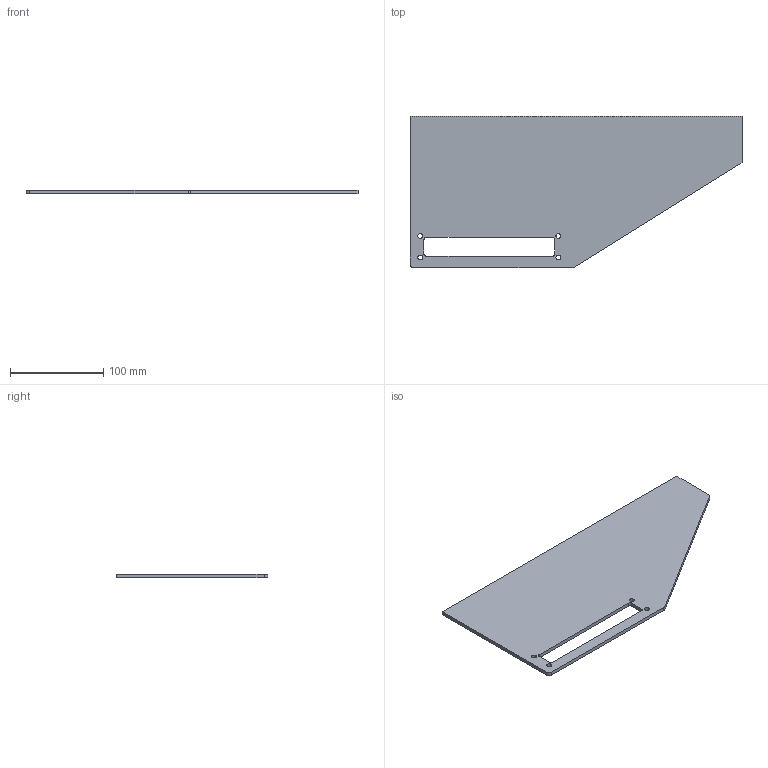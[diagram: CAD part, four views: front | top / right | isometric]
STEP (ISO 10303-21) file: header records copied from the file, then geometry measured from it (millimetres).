
FILE_DESCRIPTION(('3DEXPERIENCE STEP','CAx-IF Rec.Pracs.--- Model Styling and Organization---1.5--- 2016-08-15','CAx-IF Rec.Pracs.---Supplemental Geometry---1.0---2011-11-01','CAx-IF Rec.Pracs.--- Composite Materials ---3.4---2017-06-13','CAx-IF Rec.Pracs.---Tessellated 3D Geometry---1.0---2015-12-17'),'2;1');
FILE_NAME('EB24-Pav-SDW-Plaque supérieure D.1.stp','2024-05-28T18:20:21+00:00',('none'),('none'),'3DEXPERIENCE Platform3DEXPERIENCE R2024x HotFix 1.21','3DEXPERIENCE Platform STEP AP242 v3','none');
FILE_SCHEMA(('AP242_MANAGED_MODEL_BASED_3D_ENGINEERING_MIM_LF {1 0 10303 442 1 1 4}'));
Length unit declared in the file: millimetre
Products named in the file (1): EB24-Pav-SDW-Plaque supérieur
Bounding box: 356 x 162.5 x 4 mm (x, y, z)
Volume: 179134.7 mm3; surface area: 94914.4 mm2
Topology: 1 solids, 1 shells, 25 faces, 69 edges, 46 vertices
Faces by surface type: cylinder 14, plane 11
Entity records: 814 total; most frequent: CARTESIAN_POINT 138, ORIENTED_EDGE 138, DIRECTION 113, EDGE_CURVE 69, AXIS2_PLACEMENT_3D 51, VERTEX_POINT 46, VECTOR 41, LINE 41
